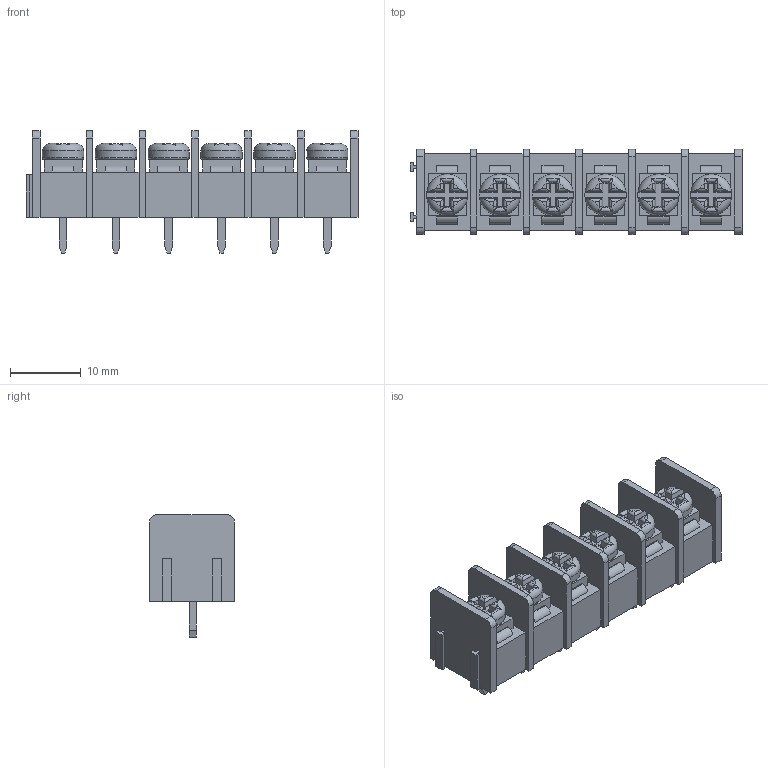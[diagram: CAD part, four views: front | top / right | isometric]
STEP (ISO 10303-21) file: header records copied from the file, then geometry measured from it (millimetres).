
FILE_DESCRIPTION(/* description */ (''),/* implementation_level */ '2;1');
FILE_NAME(/* name */ 'TERMINAL HEADER 6P.step',/* time_stamp */ '2021-04-19T17:03:05-05:00',/* author */ (''),/* organization */ (''),/* preprocessor_version */ 'ST-DEVELOPER v18.1',/* originating_system */ 'Autodesk Translation Framework v10.6.0.1341',/* authorisation */ '');
FILE_SCHEMA (('AUTOMOTIVE_DESIGN { 1 0 10303 214 3 1 1 }'));
Length unit declared in the file: millimetre
Products named in the file (2): TERMINAL HEADER; Terminal Block - 7.62mm - 6 Pin (2) v1
Assembly tree (1 placements, depth 2):
  TERMINAL HEADER
    Terminal Block - 7.62mm - 6 Pin (2) v1
Bounding box: 46.94 x 12.01 x 17.3 mm (x, y, z)
Volume: 4390.8 mm3; surface area: 3949.5 mm2
Topology: 7 solids, 27 shells, 596 faces, 1512 edges, 982 vertices
Faces by surface type: plane 423, cylinder 80, bspline 75, torus 18
Full cylindrical faces by diameter (mm): 5.842 x6
Entity records: 21102 total; most frequent: CARTESIAN_POINT 6980, ORIENTED_EDGE 3024, DIRECTION 2534, EDGE_CURVE 1512, LINE 1094, VECTOR 1094, VERTEX_POINT 982, AXIS2_PLACEMENT_3D 720
